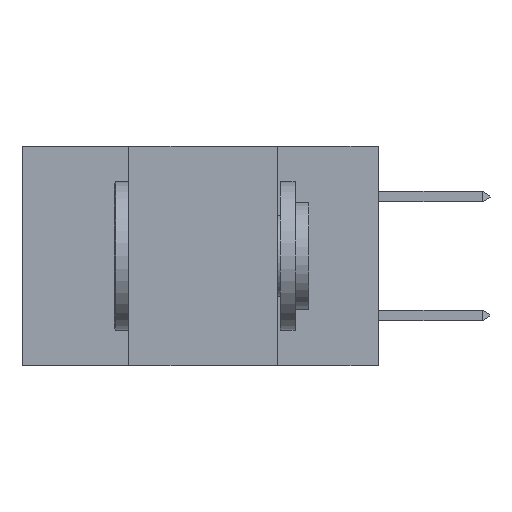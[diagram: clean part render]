
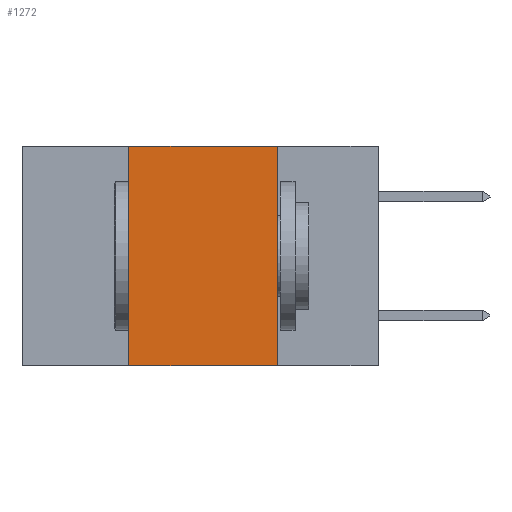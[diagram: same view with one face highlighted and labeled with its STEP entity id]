
A CAD part, left-side view. The second image highlights one B-rep face of the part: STEP entity #1272.
In plain terms, the highlighted planar face has unit normal (-1, 0, 0).
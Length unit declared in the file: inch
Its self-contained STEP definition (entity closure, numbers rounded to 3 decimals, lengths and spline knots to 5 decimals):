
#568 = DIRECTION ( 'NONE',  ( 0., -1., 0. ) ) ;
#611 = VERTEX_POINT ( 'NONE', #17748 ) ;
#833 = VECTOR ( 'NONE', #17503, 39.37008 ) ;
#1150 = CARTESIAN_POINT ( 'NONE',  ( 0., 0.17, 0. ) ) ;
#1269 = FACE_OUTER_BOUND ( 'NONE', #18282, .T. ) ;
#1272 = ADVANCED_FACE ( 'NONE', ( #1269 ), #11810, .F. ) ;
#1590 = VECTOR ( 'NONE', #17351, 39.37008 ) ;
#1698 = ORIENTED_EDGE ( 'NONE', *, *, #2519, .T. ) ;
#2408 = ORIENTED_EDGE ( 'NONE', *, *, #19644, .F. ) ;
#2519 = EDGE_CURVE ( 'NONE', #11502, #19957, #10500, .T. ) ;
#3865 = VECTOR ( 'NONE', #568, 39.37008 ) ;
#4273 = AXIS2_PLACEMENT_3D ( 'NONE', #19671, #23745, #25872 ) ;
#4841 = CARTESIAN_POINT ( 'NONE',  ( 0., 0.6, 0. ) ) ;
#9325 = CARTESIAN_POINT ( 'NONE',  ( 0., 0.42, -0.37 ) ) ;
#9533 = ORIENTED_EDGE ( 'NONE', *, *, #18211, .F. ) ;
#9797 = LINE ( 'NONE', #21723, #833 ) ;
#10500 = LINE ( 'NONE', #19634, #14926 ) ;
#11502 = VERTEX_POINT ( 'NONE', #9325 ) ;
#11810 = PLANE ( 'NONE',  #4273 ) ;
#12986 = ORIENTED_EDGE ( 'NONE', *, *, #21584, .F. ) ;
#14926 = VECTOR ( 'NONE', #19387, 39.37008 ) ;
#15325 = CARTESIAN_POINT ( 'NONE',  ( 0., 0.42, 0. ) ) ;
#17351 = DIRECTION ( 'NONE',  ( 0., 0., 1. ) ) ;
#17503 = DIRECTION ( 'NONE',  ( 0., 0., -1. ) ) ;
#17748 = CARTESIAN_POINT ( 'NONE',  ( 0., 0.42, 0. ) ) ;
#18211 = EDGE_CURVE ( 'NONE', #611, #20986, #22348, .T. ) ;
#18282 = EDGE_LOOP ( 'NONE', ( #12986, #9533, #2408, #1698 ) ) ;
#18479 = CARTESIAN_POINT ( 'NONE',  ( 0., 0.17, -0.37 ) ) ;
#19387 = DIRECTION ( 'NONE',  ( 0., -1., 0. ) ) ;
#19634 = CARTESIAN_POINT ( 'NONE',  ( 0., 0.6, -0.37 ) ) ;
#19644 = EDGE_CURVE ( 'NONE', #11502, #611, #25171, .T. ) ;
#19671 = CARTESIAN_POINT ( 'NONE',  ( 0., 0.6, 0. ) ) ;
#19957 = VERTEX_POINT ( 'NONE', #18479 ) ;
#20986 = VERTEX_POINT ( 'NONE', #1150 ) ;
#21584 = EDGE_CURVE ( 'NONE', #20986, #19957, #9797, .T. ) ;
#21723 = CARTESIAN_POINT ( 'NONE',  ( 0., 0.17, 0. ) ) ;
#22348 = LINE ( 'NONE', #4841, #3865 ) ;
#23745 = DIRECTION ( 'NONE',  ( 1., 0., 0. ) ) ;
#25171 = LINE ( 'NONE', #15325, #1590 ) ;
#25872 = DIRECTION ( 'NONE',  ( 0., 0., -1. ) ) ;
